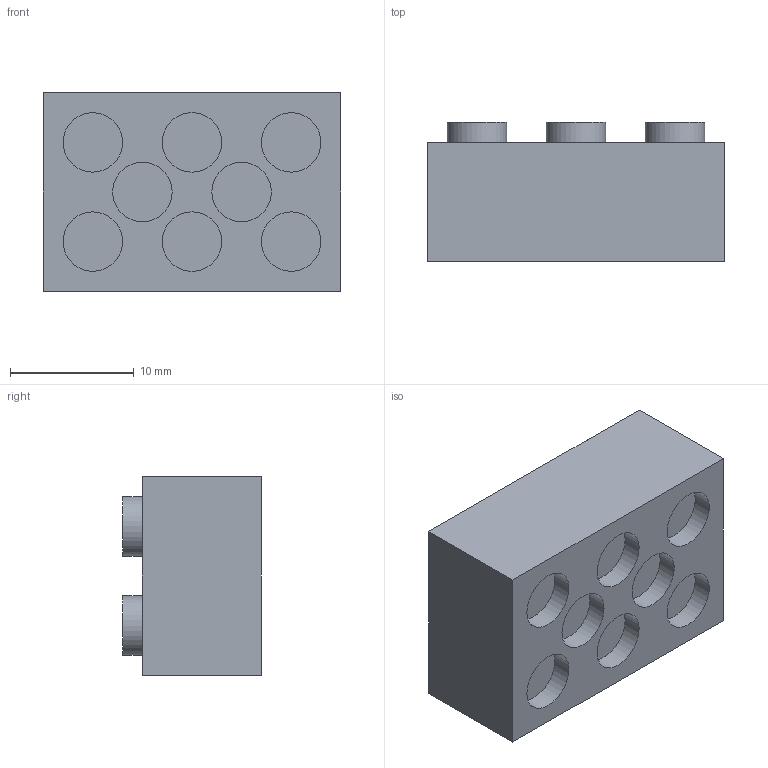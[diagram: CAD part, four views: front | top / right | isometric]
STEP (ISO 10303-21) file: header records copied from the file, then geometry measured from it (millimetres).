
FILE_DESCRIPTION(/* description */ ('Unknown'),/* implementation_level */ '2;1');
FILE_NAME(/* name */ 'lego2x3_white_CSchanged',/* time_stamp */ '2023-07-18T11:26:13+02:00',/* author */ ('Unknown'),/* organization */ ('Unknown'),/* preprocessor_version */ 'ST-DEVELOPER v18.1',/* originating_system */ 'Solid Edge',/* authorisation */ 'Unknown');
FILE_SCHEMA (('AUTOMOTIVE_DESIGN {1 0 10303 214 3 1 1}'));
Length unit declared in the file: millimetre
Products named in the file (1): lego2x3_white_CSchanged
Bounding box: 24 x 11.2 x 16 mm (x, y, z)
Volume: 3628.5 mm3; surface area: 1873.8 mm2
Topology: 1 solids, 1 shells, 34 faces, 62 edges, 44 vertices
Faces by surface type: plane 20, cylinder 14
Full cylindrical faces by diameter (mm): 4.8 x14
Entity records: 746 total; most frequent: DIRECTION 138, CARTESIAN_POINT 111, ORIENTED_EDGE 80, AXIS2_PLACEMENT_3D 63, EDGE_LOOP 62, FACE_BOUND 62, EDGE_CURVE 40, VERTEX_POINT 36
